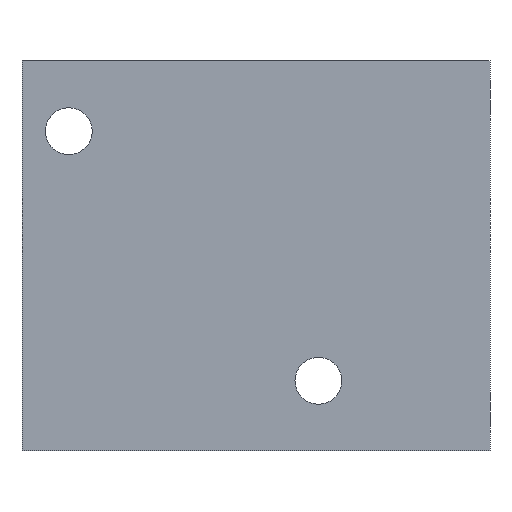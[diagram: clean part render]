
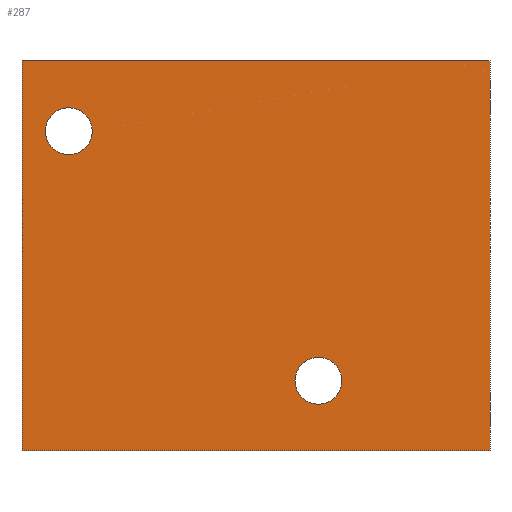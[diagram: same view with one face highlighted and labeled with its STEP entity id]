
A CAD part, left-side view. The second image highlights one B-rep face of the part: STEP entity #287.
In plain terms, the highlighted planar face has unit normal (-1, 0, 0).
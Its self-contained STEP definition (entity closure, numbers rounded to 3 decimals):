
#1=DIRECTION('',(0.,-1.,0.));
#2=VECTOR('',#1,60.);
#3=CARTESIAN_POINT('',(0.,60.,0.));
#4=LINE('',#3,#2);
#25=DIRECTION('',(0.,0.,1.));
#26=VECTOR('',#25,50.);
#27=CARTESIAN_POINT('',(0.,60.,0.));
#28=LINE('',#27,#26);
#29=CARTESIAN_POINT('',(0.,54.,41.));
#30=DIRECTION('',(1.,0.,0.));
#31=DIRECTION('',(0.,0.,-1.));
#32=AXIS2_PLACEMENT_3D('',#29,#30,#31);
#34=CARTESIAN_POINT('',(0.,54.,41.));
#35=DIRECTION('',(1.,0.,0.));
#36=DIRECTION('',(0.,0.,1.));
#37=AXIS2_PLACEMENT_3D('',#34,#35,#36);
#39=CARTESIAN_POINT('',(0.,22.,9.));
#40=DIRECTION('',(1.,0.,0.));
#41=DIRECTION('',(0.,0.,-1.));
#42=AXIS2_PLACEMENT_3D('',#39,#40,#41);
#44=CARTESIAN_POINT('',(0.,22.,9.));
#45=DIRECTION('',(1.,0.,0.));
#46=DIRECTION('',(0.,0.,1.));
#47=AXIS2_PLACEMENT_3D('',#44,#45,#46);
#105=DIRECTION('',(0.,0.,1.));
#106=VECTOR('',#105,50.);
#107=CARTESIAN_POINT('',(0.,0.,0.));
#108=LINE('',#107,#106);
#129=DIRECTION('',(0.,-1.,0.));
#130=VECTOR('',#129,60.);
#131=CARTESIAN_POINT('',(0.,60.,50.));
#132=LINE('',#131,#130);
#185=CARTESIAN_POINT('',(0.,60.,0.));
#186=CARTESIAN_POINT('',(0.,0.,0.));
#187=VERTEX_POINT('',#185);
#188=VERTEX_POINT('',#186);
#197=CARTESIAN_POINT('',(0.,60.,50.));
#198=CARTESIAN_POINT('',(0.,0.,50.));
#199=VERTEX_POINT('',#197);
#200=VERTEX_POINT('',#198);
#209=CARTESIAN_POINT('',(0.,54.,38.));
#210=CARTESIAN_POINT('',(0.,54.,44.));
#211=VERTEX_POINT('',#209);
#212=VERTEX_POINT('',#210);
#213=CARTESIAN_POINT('',(0.,22.,6.));
#214=CARTESIAN_POINT('',(0.,22.,12.));
#215=VERTEX_POINT('',#213);
#216=VERTEX_POINT('',#214);
#261=CARTESIAN_POINT('',(0.,60.,0.));
#262=DIRECTION('',(-1.,0.,0.));
#263=DIRECTION('',(0.,-1.,0.));
#264=AXIS2_PLACEMENT_3D('',#261,#262,#263);
#265=PLANE('',#264);
#266=ORIENTED_EDGE('',*,*,#246,.F.);
#268=ORIENTED_EDGE('',*,*,#267,.T.);
#270=ORIENTED_EDGE('',*,*,#269,.T.);
#272=ORIENTED_EDGE('',*,*,#271,.F.);
#273=EDGE_LOOP('',(#266,#268,#270,#272));
#274=FACE_OUTER_BOUND('',#273,.F.);
#276=ORIENTED_EDGE('',*,*,#275,.F.);
#278=ORIENTED_EDGE('',*,*,#277,.F.);
#279=EDGE_LOOP('',(#276,#278));
#280=FACE_BOUND('',#279,.F.);
#282=ORIENTED_EDGE('',*,*,#281,.F.);
#284=ORIENTED_EDGE('',*,*,#283,.F.);
#285=EDGE_LOOP('',(#282,#284));
#286=FACE_BOUND('',#285,.F.);
#287=ADVANCED_FACE('',(#274,#280,#286),#265,.T.);
#33=CIRCLE('',#32,3.);
#38=CIRCLE('',#37,3.);
#43=CIRCLE('',#42,3.);
#48=CIRCLE('',#47,3.);
#246=EDGE_CURVE('',#187,#188,#4,.T.);
#267=EDGE_CURVE('',#187,#199,#28,.T.);
#269=EDGE_CURVE('',#199,#200,#132,.T.);
#271=EDGE_CURVE('',#188,#200,#108,.T.);
#275=EDGE_CURVE('',#211,#212,#33,.T.);
#277=EDGE_CURVE('',#212,#211,#38,.T.);
#281=EDGE_CURVE('',#215,#216,#43,.T.);
#283=EDGE_CURVE('',#216,#215,#48,.T.);
